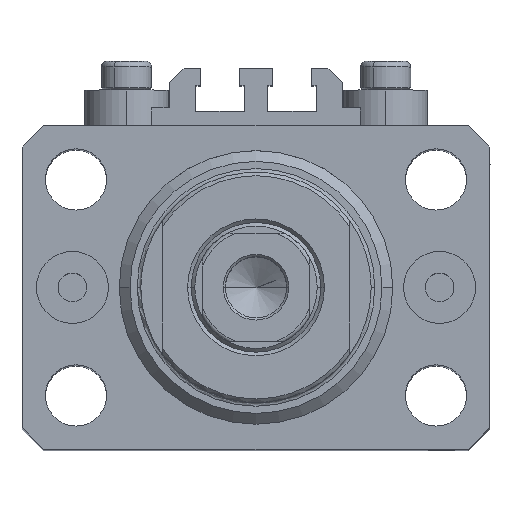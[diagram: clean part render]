
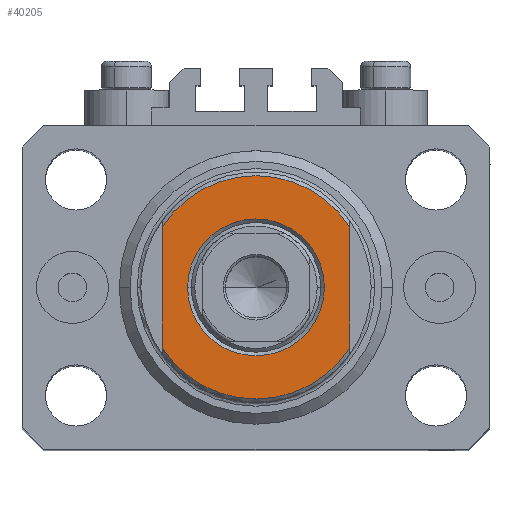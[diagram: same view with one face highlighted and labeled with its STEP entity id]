
A CAD part, top view. The second image highlights one B-rep face of the part: STEP entity #40205.
In plain terms, the highlighted face is planar.
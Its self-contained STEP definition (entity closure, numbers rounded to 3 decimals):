
#527 = CARTESIAN_POINT ( 'NONE',  ( -13., 8.441, -6.5 ) ) ;
#1599 = CARTESIAN_POINT ( 'NONE',  ( -13., -43.081, -6.5 ) ) ;
#2127 = ORIENTED_EDGE ( 'NONE', *, *, #10784, .T. ) ;
#2591 = ORIENTED_EDGE ( 'NONE', *, *, #9558, .F. ) ;
#3240 = CARTESIAN_POINT ( 'NONE',  ( -9.5, 0., -6.5 ) ) ;
#4720 = DIRECTION ( 'NONE',  ( 0., 0., -1. ) ) ;
#4950 = CARTESIAN_POINT ( 'NONE',  ( 0., 0., -6.5 ) ) ;
#6473 = CARTESIAN_POINT ( 'NONE',  ( 0., 0., -6.5 ) ) ;
#6943 = DIRECTION ( 'NONE',  ( -1., 0., 0. ) ) ;
#8247 = EDGE_CURVE ( 'NONE', #23081, #46541, #19065, .T. ) ;
#8389 = DIRECTION ( 'NONE',  ( 0., -1., 0. ) ) ;
#8444 = DIRECTION ( 'NONE',  ( -1., 0., 0. ) ) ;
#9223 = VERTEX_POINT ( 'NONE', #10779 ) ;
#9232 = AXIS2_PLACEMENT_3D ( 'NONE', #40014, #28826, #14720 ) ;
#9558 = EDGE_CURVE ( 'NONE', #23081, #35471, #30727, .T. ) ;
#10779 = CARTESIAN_POINT ( 'NONE',  ( 13., -8.441, -6.5 ) ) ;
#10784 = EDGE_CURVE ( 'NONE', #21238, #44052, #43508, .T. ) ;
#13102 = AXIS2_PLACEMENT_3D ( 'NONE', #17473, #20372, #27764 ) ;
#13478 = ORIENTED_EDGE ( 'NONE', *, *, #17924, .T. ) ;
#14720 = DIRECTION ( 'NONE',  ( -1., 0., 0. ) ) ;
#16057 = CARTESIAN_POINT ( 'NONE',  ( 9.5, 0., -6.5 ) ) ;
#17473 = CARTESIAN_POINT ( 'NONE',  ( 0., 0., -6.5 ) ) ;
#17743 = VECTOR ( 'NONE', #8389, 1000. ) ;
#17924 = EDGE_CURVE ( 'NONE', #9223, #35471, #42365, .T. ) ;
#18740 = AXIS2_PLACEMENT_3D ( 'NONE', #4950, #4720, #33845 ) ;
#19065 = CIRCLE ( 'NONE', #38114, 15.5 ) ;
#20372 = DIRECTION ( 'NONE',  ( 0., 0., 1. ) ) ;
#21238 = VERTEX_POINT ( 'NONE', #3240 ) ;
#21815 = AXIS2_PLACEMENT_3D ( 'NONE', #40914, #41140, #8444 ) ;
#22899 = FACE_OUTER_BOUND ( 'NONE', #28276, .T. ) ;
#23046 = EDGE_LOOP ( 'NONE', ( #2127, #37941 ) ) ;
#23081 = VERTEX_POINT ( 'NONE', #527 ) ;
#25063 = ORIENTED_EDGE ( 'NONE', *, *, #28786, .T. ) ;
#25119 = DIRECTION ( 'NONE',  ( 0., 0., -1. ) ) ;
#26009 = ORIENTED_EDGE ( 'NONE', *, *, #8247, .T. ) ;
#27764 = DIRECTION ( 'NONE',  ( -1., 0., 0. ) ) ;
#27989 = EDGE_CURVE ( 'NONE', #44052, #21238, #33670, .T. ) ;
#28276 = EDGE_LOOP ( 'NONE', ( #26009, #25063, #13478, #2591 ) ) ;
#28786 = EDGE_CURVE ( 'NONE', #46541, #9223, #29672, .T. ) ;
#28826 = DIRECTION ( 'NONE',  ( 0., 0., 1. ) ) ;
#29672 = LINE ( 'NONE', #36575, #17743 ) ;
#30727 = LINE ( 'NONE', #1599, #35874 ) ;
#33670 = CIRCLE ( 'NONE', #13102, 9.5 ) ;
#33845 = DIRECTION ( 'NONE',  ( -1., 0., 0. ) ) ;
#35471 = VERTEX_POINT ( 'NONE', #43873 ) ;
#35874 = VECTOR ( 'NONE', #38115, 1000. ) ;
#36575 = CARTESIAN_POINT ( 'NONE',  ( 13., -43.081, -6.5 ) ) ;
#37424 = PLANE ( 'NONE',  #18740 ) ;
#37659 = FACE_BOUND ( 'NONE', #23046, .T. ) ;
#37941 = ORIENTED_EDGE ( 'NONE', *, *, #27989, .T. ) ;
#38114 = AXIS2_PLACEMENT_3D ( 'NONE', #6473, #25119, #6943 ) ;
#38115 = DIRECTION ( 'NONE',  ( 0., -1., 0. ) ) ;
#39141 = CARTESIAN_POINT ( 'NONE',  ( 13., 8.441, -6.5 ) ) ;
#40014 = CARTESIAN_POINT ( 'NONE',  ( 0., 0., -6.5 ) ) ;
#40205 = ADVANCED_FACE ( 'NONE', ( #37659, #22899 ), #37424, .T. ) ;
#40914 = CARTESIAN_POINT ( 'NONE',  ( 0., 0., -6.5 ) ) ;
#41140 = DIRECTION ( 'NONE',  ( 0., 0., -1. ) ) ;
#42365 = CIRCLE ( 'NONE', #21815, 15.5 ) ;
#43508 = CIRCLE ( 'NONE', #9232, 9.5 ) ;
#43873 = CARTESIAN_POINT ( 'NONE',  ( -13., -8.441, -6.5 ) ) ;
#44052 = VERTEX_POINT ( 'NONE', #16057 ) ;
#46541 = VERTEX_POINT ( 'NONE', #39141 ) ;
